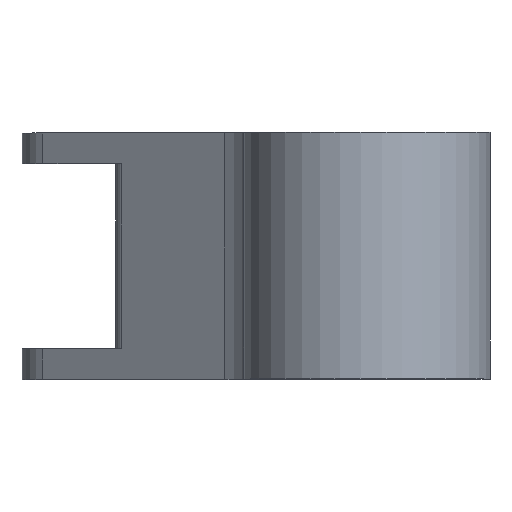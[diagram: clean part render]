
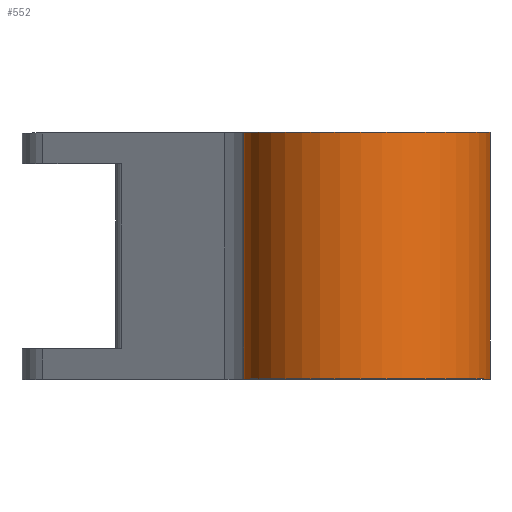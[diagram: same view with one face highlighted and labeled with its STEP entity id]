
A CAD part, top view. The second image highlights one B-rep face of the part: STEP entity #552.
In plain terms, the highlighted cylindrical face has radius 8 mm (diameter 16 mm), a partial arc.
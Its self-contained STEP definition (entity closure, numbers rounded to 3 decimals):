
#43 = PLANE('',#44);
#44 = AXIS2_PLACEMENT_3D('',#45,#46,#47);
#45 = CARTESIAN_POINT('',(12.13,22.513,
    0.));
#46 = DIRECTION('',(0.,0.,-1.));
#47 = DIRECTION('',(1.,0.,0.));
#151 = EDGE_CURVE('',#152,#154,#156,.T.);
#152 = VERTEX_POINT('',#153);
#153 = CARTESIAN_POINT('',(23.8,24.6,
    0.));
#154 = VERTEX_POINT('',#155);
#155 = CARTESIAN_POINT('',(11.476,28.28,
    0.));
#156 = SURFACE_CURVE('',#157,(#162,#173),.PCURVE_S1.);
#157 = CIRCLE('',#158,8.);
#158 = AXIS2_PLACEMENT_3D('',#159,#160,#161);
#159 = CARTESIAN_POINT('',(19.,31.,0.));
#160 = DIRECTION('',(0.,0.,1.));
#161 = DIRECTION('',(1.,0.,0.));
#162 = PCURVE('',#43,#163);
#163 = DEFINITIONAL_REPRESENTATION('',(#164),#172);
#164 = ( BOUNDED_CURVE() B_SPLINE_CURVE(2,(#165,#166,#167,#168,#169,#170
,#171),.UNSPECIFIED.,.T.,.F.) B_SPLINE_CURVE_WITH_KNOTS((1,2,2,2,2,1),(
    -2.094,0.,2.094,4.189,6.283,
8.378),.UNSPECIFIED.) CURVE() GEOMETRIC_REPRESENTATION_ITEM() 
RATIONAL_B_SPLINE_CURVE((1.,0.5,1.,0.5,1.,0.5,1.)) REPRESENTATION_ITEM(
  '') );
#165 = CARTESIAN_POINT('',(14.87,-8.487));
#166 = CARTESIAN_POINT('',(14.87,-22.344));
#167 = CARTESIAN_POINT('',(2.87,-15.416));
#168 = CARTESIAN_POINT('',(-9.13,-8.487));
#169 = CARTESIAN_POINT('',(2.87,-1.559));
#170 = CARTESIAN_POINT('',(14.87,5.369));
#171 = CARTESIAN_POINT('',(14.87,-8.487));
#172 = ( GEOMETRIC_REPRESENTATION_CONTEXT(2) 
PARAMETRIC_REPRESENTATION_CONTEXT() REPRESENTATION_CONTEXT('2D SPACE',''
  ) );
#173 = PCURVE('',#174,#179);
#174 = CYLINDRICAL_SURFACE('',#175,8.);
#175 = AXIS2_PLACEMENT_3D('',#176,#177,#178);
#176 = CARTESIAN_POINT('',(19.,31.,0.));
#177 = DIRECTION('',(0.,0.,-1.));
#178 = DIRECTION('',(1.,0.,0.));
#179 = DEFINITIONAL_REPRESENTATION('',(#180),#184);
#180 = LINE('',#181,#182);
#181 = CARTESIAN_POINT('',(0.,0.));
#182 = VECTOR('',#183,1.);
#183 = DIRECTION('',(-1.,0.));
#184 = ( GEOMETRIC_REPRESENTATION_CONTEXT(2) 
PARAMETRIC_REPRESENTATION_CONTEXT() REPRESENTATION_CONTEXT('2D SPACE',''
  ) );
#202 = PLANE('',#203);
#203 = AXIS2_PLACEMENT_3D('',#204,#205,#206);
#204 = CARTESIAN_POINT('',(2.04,8.28,0.));
#205 = DIRECTION('',(-0.6,0.8,0.));
#206 = DIRECTION('',(0.8,0.6,0.));
#290 = CYLINDRICAL_SURFACE('',#291,5.);
#291 = AXIS2_PLACEMENT_3D('',#292,#293,#294);
#292 = CARTESIAN_POINT('',(6.774,26.581,0.));
#293 = DIRECTION('',(0.,0.,1.));
#294 = DIRECTION('',(0.94,0.34,0.));
#552 = ADVANCED_FACE('',(#553),#174,.T.);
#553 = FACE_BOUND('',#554,.F.);
#554 = EDGE_LOOP('',(#555,#556,#579,#612));
#555 = ORIENTED_EDGE('',*,*,#151,.F.);
#556 = ORIENTED_EDGE('',*,*,#557,.T.);
#557 = EDGE_CURVE('',#152,#558,#560,.T.);
#558 = VERTEX_POINT('',#559);
#559 = CARTESIAN_POINT('',(23.8,24.6,16.));
#560 = SURFACE_CURVE('',#561,(#565,#572),.PCURVE_S1.);
#561 = LINE('',#562,#563);
#562 = CARTESIAN_POINT('',(23.8,24.6,0.));
#563 = VECTOR('',#564,1.);
#564 = DIRECTION('',(0.,0.,1.));
#565 = PCURVE('',#174,#566);
#566 = DEFINITIONAL_REPRESENTATION('',(#567),#571);
#567 = LINE('',#568,#569);
#568 = CARTESIAN_POINT('',(-5.356,0.));
#569 = VECTOR('',#570,1.);
#570 = DIRECTION('',(0.,-1.));
#571 = ( GEOMETRIC_REPRESENTATION_CONTEXT(2) 
PARAMETRIC_REPRESENTATION_CONTEXT() REPRESENTATION_CONTEXT('2D SPACE',''
  ) );
#572 = PCURVE('',#202,#573);
#573 = DEFINITIONAL_REPRESENTATION('',(#574),#578);
#574 = LINE('',#575,#576);
#575 = CARTESIAN_POINT('',(27.2,0.));
#576 = VECTOR('',#577,1.);
#577 = DIRECTION('',(0.,-1.));
#578 = ( GEOMETRIC_REPRESENTATION_CONTEXT(2) 
PARAMETRIC_REPRESENTATION_CONTEXT() REPRESENTATION_CONTEXT('2D SPACE',''
  ) );
#579 = ORIENTED_EDGE('',*,*,#580,.T.);
#580 = EDGE_CURVE('',#558,#581,#583,.T.);
#581 = VERTEX_POINT('',#582);
#582 = CARTESIAN_POINT('',(11.476,28.28,16.));
#583 = SURFACE_CURVE('',#584,(#589,#596),.PCURVE_S1.);
#584 = CIRCLE('',#585,8.);
#585 = AXIS2_PLACEMENT_3D('',#586,#587,#588);
#586 = CARTESIAN_POINT('',(19.,31.,16.));
#587 = DIRECTION('',(0.,0.,1.));
#588 = DIRECTION('',(1.,0.,0.));
#589 = PCURVE('',#174,#590);
#590 = DEFINITIONAL_REPRESENTATION('',(#591),#595);
#591 = LINE('',#592,#593);
#592 = CARTESIAN_POINT('',(0.,-16.));
#593 = VECTOR('',#594,1.);
#594 = DIRECTION('',(-1.,0.));
#595 = ( GEOMETRIC_REPRESENTATION_CONTEXT(2) 
PARAMETRIC_REPRESENTATION_CONTEXT() REPRESENTATION_CONTEXT('2D SPACE',''
  ) );
#596 = PCURVE('',#597,#602);
#597 = PLANE('',#598);
#598 = AXIS2_PLACEMENT_3D('',#599,#600,#601);
#599 = CARTESIAN_POINT('',(12.13,22.513,16.));
#600 = DIRECTION('',(0.,0.,-1.));
#601 = DIRECTION('',(1.,0.,0.));
#602 = DEFINITIONAL_REPRESENTATION('',(#603),#611);
#603 = ( BOUNDED_CURVE() B_SPLINE_CURVE(2,(#604,#605,#606,#607,#608,#609
,#610),.UNSPECIFIED.,.T.,.F.) B_SPLINE_CURVE_WITH_KNOTS((1,2,2,2,2,1),(
    -2.094,0.,2.094,4.189,6.283,
8.378),.UNSPECIFIED.) CURVE() GEOMETRIC_REPRESENTATION_ITEM() 
RATIONAL_B_SPLINE_CURVE((1.,0.5,1.,0.5,1.,0.5,1.)) REPRESENTATION_ITEM(
  '') );
#604 = CARTESIAN_POINT('',(14.87,-8.487));
#605 = CARTESIAN_POINT('',(14.87,-22.344));
#606 = CARTESIAN_POINT('',(2.87,-15.416));
#607 = CARTESIAN_POINT('',(-9.13,-8.487));
#608 = CARTESIAN_POINT('',(2.87,-1.559));
#609 = CARTESIAN_POINT('',(14.87,5.369));
#610 = CARTESIAN_POINT('',(14.87,-8.487));
#611 = ( GEOMETRIC_REPRESENTATION_CONTEXT(2) 
PARAMETRIC_REPRESENTATION_CONTEXT() REPRESENTATION_CONTEXT('2D SPACE',''
  ) );
#612 = ORIENTED_EDGE('',*,*,#613,.F.);
#613 = EDGE_CURVE('',#154,#581,#614,.T.);
#614 = SURFACE_CURVE('',#615,(#619,#626),.PCURVE_S1.);
#615 = LINE('',#616,#617);
#616 = CARTESIAN_POINT('',(11.476,28.28,0.));
#617 = VECTOR('',#618,1.);
#618 = DIRECTION('',(0.,0.,1.));
#619 = PCURVE('',#174,#620);
#620 = DEFINITIONAL_REPRESENTATION('',(#621),#625);
#621 = LINE('',#622,#623);
#622 = CARTESIAN_POINT('',(-9.772,0.));
#623 = VECTOR('',#624,1.);
#624 = DIRECTION('',(0.,-1.));
#625 = ( GEOMETRIC_REPRESENTATION_CONTEXT(2) 
PARAMETRIC_REPRESENTATION_CONTEXT() REPRESENTATION_CONTEXT('2D SPACE',''
  ) );
#626 = PCURVE('',#290,#627);
#627 = DEFINITIONAL_REPRESENTATION('',(#628),#632);
#628 = LINE('',#629,#630);
#629 = CARTESIAN_POINT('',(0.,0.));
#630 = VECTOR('',#631,1.);
#631 = DIRECTION('',(0.,1.));
#632 = ( GEOMETRIC_REPRESENTATION_CONTEXT(2) 
PARAMETRIC_REPRESENTATION_CONTEXT() REPRESENTATION_CONTEXT('2D SPACE',''
  ) );
